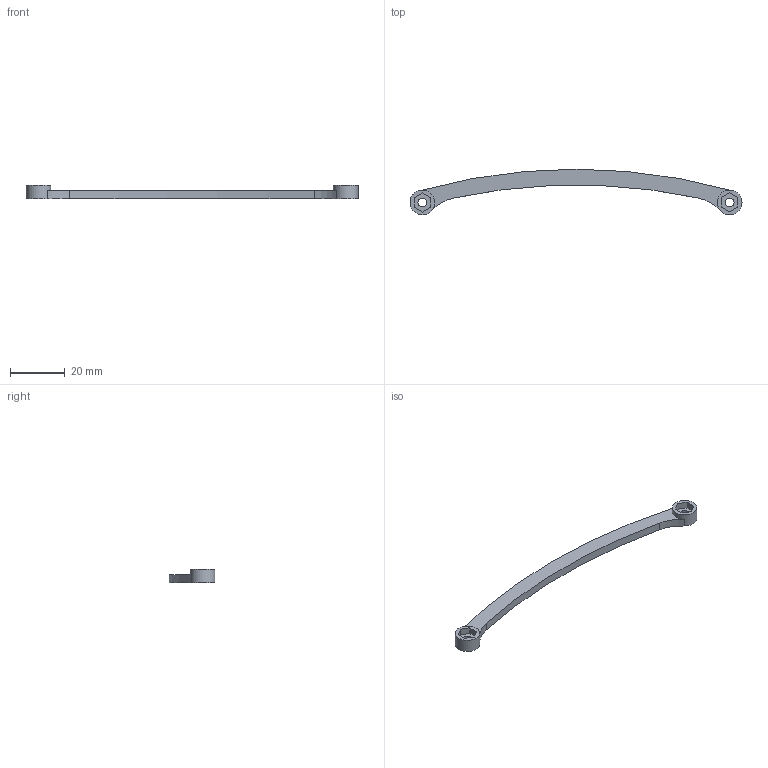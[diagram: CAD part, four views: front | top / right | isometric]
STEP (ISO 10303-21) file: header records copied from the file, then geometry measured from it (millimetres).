
FILE_DESCRIPTION(('FreeCAD Model'),'2;1');
FILE_NAME( '2xCangrejo_axes_link.step', '2014-04-23T16:07:14',('FreeCAD'),('FreeCAD'), 'Open CASCADE STEP processor 6.3','FreeCAD','Unknown');
FILE_SCHEMA(('AUTOMOTIVE_DESIGN_CC2 { 1 2 10303 214 -1 1 5 4 }'));
Length unit declared in the file: millimetre
Products named in the file (1): Cangrejo_enlace_ejes
Bounding box: 121 x 16.61 x 5 mm (x, y, z)
Volume: 2278.1 mm3; surface area: 2492 mm2
Topology: 1 solids, 1 shells, 26 faces, 66 edges, 44 vertices
Faces by surface type: plane 18, cylinder 8
Full cylindrical faces by diameter (mm): 3.2 x2, 9 x2
Entity records: 1668 total; most frequent: CARTESIAN_POINT 359, DIRECTION 227, ORIENTED_EDGE 132, PCURVE 132, DEFINITIONAL_REPRESENTATION 132, LINE 122, VECTOR 122, EDGE_CURVE 66
